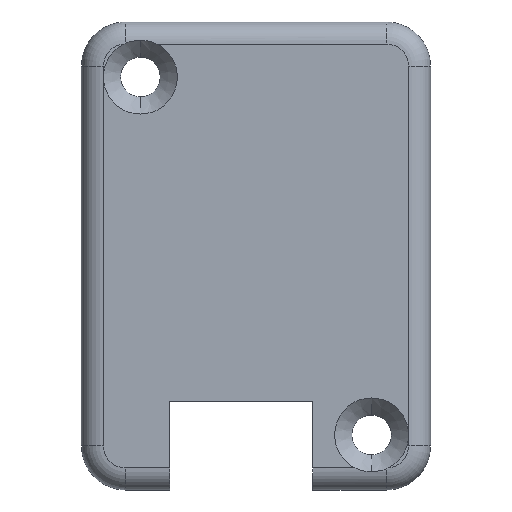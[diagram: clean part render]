
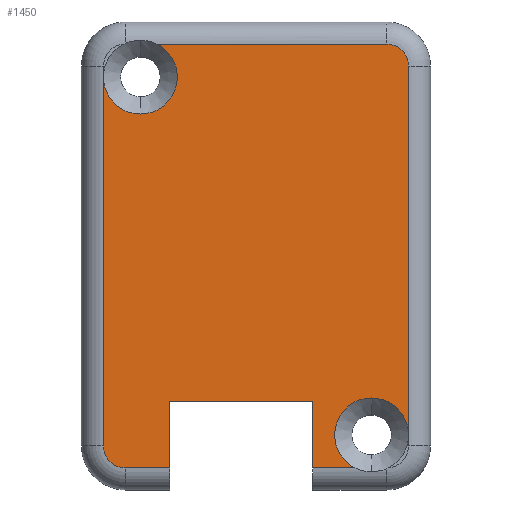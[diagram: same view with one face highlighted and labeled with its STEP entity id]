
A CAD part, front view. The second image highlights one B-rep face of the part: STEP entity #1450.
In plain terms, the highlighted planar face has unit normal (0, -1, 0).
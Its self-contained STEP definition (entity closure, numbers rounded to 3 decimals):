
#12 = VERTEX_POINT ( 'NONE', #1355 ) ;
#14 = EDGE_CURVE ( 'NONE', #661, #1592, #891, .T. ) ;
#16 = VERTEX_POINT ( 'NONE', #52 ) ;
#49 = VECTOR ( 'NONE', #1545, 1000. ) ;
#52 = CARTESIAN_POINT ( 'NONE',  ( 13.85, -7.6, -15.991 ) ) ;
#59 = VERTEX_POINT ( 'NONE', #1520 ) ;
#62 = CARTESIAN_POINT ( 'NONE',  ( -10.5, -7.6, 16.25 ) ) ;
#90 = CARTESIAN_POINT ( 'NONE',  ( -11.85, -7.6, 19.25 ) ) ;
#94 = CARTESIAN_POINT ( 'NONE',  ( 13.85, -7.6, -17.25 ) ) ;
#98 = DIRECTION ( 'NONE',  ( -1., 0., 0. ) ) ;
#103 = EDGE_CURVE ( 'NONE', #620, #162, #529, .T. ) ;
#150 = ORIENTED_EDGE ( 'NONE', *, *, #14, .T. ) ;
#162 = VERTEX_POINT ( 'NONE', #1002 ) ;
#164 = CARTESIAN_POINT ( 'NONE',  ( -13.85, -7.6, -17.25 ) ) ;
#174 = VECTOR ( 'NONE', #1503, 1000. ) ;
#183 = DIRECTION ( 'NONE',  ( 0., -1., 0. ) ) ;
#184 = CARTESIAN_POINT ( 'NONE',  ( -11.85, -7.6, -19.25 ) ) ;
#212 = ORIENTED_EDGE ( 'NONE', *, *, #1442, .F. ) ;
#223 = CARTESIAN_POINT ( 'NONE',  ( -7.85, -7.6, -13.25 ) ) ;
#285 = EDGE_CURVE ( 'NONE', #713, #1326, #1169, .T. ) ;
#297 = ORIENTED_EDGE ( 'NONE', *, *, #1094, .T. ) ;
#319 = VECTOR ( 'NONE', #98, 1000. ) ;
#329 = AXIS2_PLACEMENT_3D ( 'NONE', #1342, #565, #1468 ) ;
#341 = VECTOR ( 'NONE', #1273, 1000. ) ;
#344 = ORIENTED_EDGE ( 'NONE', *, *, #886, .T. ) ;
#349 = CARTESIAN_POINT ( 'NONE',  ( 5.15, -7.6, -19.25 ) ) ;
#351 = CARTESIAN_POINT ( 'NONE',  ( 11.85, -7.6, 19.25 ) ) ;
#355 = AXIS2_PLACEMENT_3D ( 'NONE', #1664, #360, #888 ) ;
#357 = VECTOR ( 'NONE', #809, 1000. ) ;
#360 = DIRECTION ( 'NONE',  ( 0., -1., 0. ) ) ;
#361 = FACE_OUTER_BOUND ( 'NONE', #1039, .T. ) ;
#376 = EDGE_CURVE ( 'NONE', #1607, #12, #993, .T. ) ;
#378 = CARTESIAN_POINT ( 'NONE',  ( -10.5, -7.6, 16.25 ) ) ;
#443 = DIRECTION ( 'NONE',  ( 0., 0., -1. ) ) ;
#444 = EDGE_CURVE ( 'NONE', #1678, #1592, #1152, .T. ) ;
#455 = CARTESIAN_POINT ( 'NONE',  ( 10.5, -7.6, -16.25 ) ) ;
#458 = EDGE_CURVE ( 'NONE', #1607, #1178, #1111, .T. ) ;
#476 = CARTESIAN_POINT ( 'NONE',  ( -10.5, -7.6, 12.89 ) ) ;
#513 = LINE ( 'NONE', #94, #341 ) ;
#529 = LINE ( 'NONE', #90, #319 ) ;
#543 = EDGE_CURVE ( 'NONE', #713, #912, #1131, .T. ) ;
#558 = DIRECTION ( 'NONE',  ( 0., 0., 1. ) ) ;
#560 = PLANE ( 'NONE',  #985 ) ;
#565 = DIRECTION ( 'NONE',  ( 0., -1., 0. ) ) ;
#578 = ORIENTED_EDGE ( 'NONE', *, *, #376, .F. ) ;
#620 = VERTEX_POINT ( 'NONE', #351 ) ;
#627 = CARTESIAN_POINT ( 'NONE',  ( -13.85, -7.6, 15.991 ) ) ;
#637 = CIRCLE ( 'NONE', #355, 2. ) ;
#645 = AXIS2_PLACEMENT_3D ( 'NONE', #455, #828, #1375 ) ;
#661 = VERTEX_POINT ( 'NONE', #1665 ) ;
#662 = CARTESIAN_POINT ( 'NONE',  ( 8.987, -7.6, -19.25 ) ) ;
#677 = CARTESIAN_POINT ( 'NONE',  ( -13.85, -7.6, -17.25 ) ) ;
#702 = CARTESIAN_POINT ( 'NONE',  ( -7.85, -7.6, -13.25 ) ) ;
#713 = VERTEX_POINT ( 'NONE', #627 ) ;
#715 = CARTESIAN_POINT ( 'NONE',  ( 10.5, -7.6, -16.25 ) ) ;
#728 = CARTESIAN_POINT ( 'NONE',  ( -11.85, -7.6, -19.25 ) ) ;
#739 = VECTOR ( 'NONE', #558, 1000. ) ;
#780 = ORIENTED_EDGE ( 'NONE', *, *, #1184, .F. ) ;
#785 = ORIENTED_EDGE ( 'NONE', *, *, #285, .T. ) ;
#809 = DIRECTION ( 'NONE',  ( 0., 0., -1. ) ) ;
#816 = ORIENTED_EDGE ( 'NONE', *, *, #543, .F. ) ;
#828 = DIRECTION ( 'NONE',  ( 0., -1., 0. ) ) ;
#868 = DIRECTION ( 'NONE',  ( 0., 0., -1. ) ) ;
#886 = EDGE_CURVE ( 'NONE', #59, #620, #1527, .T. ) ;
#888 = DIRECTION ( 'NONE',  ( 0., 0., -1. ) ) ;
#891 = LINE ( 'NONE', #728, #174 ) ;
#902 = EDGE_CURVE ( 'NONE', #16, #903, #1262, .T. ) ;
#903 = VERTEX_POINT ( 'NONE', #1599 ) ;
#910 = DIRECTION ( 'NONE',  ( 0., -1., 0. ) ) ;
#912 = VERTEX_POINT ( 'NONE', #476 ) ;
#946 = DIRECTION ( 'NONE',  ( 0., 0., -1. ) ) ;
#985 = AXIS2_PLACEMENT_3D ( 'NONE', #1608, #1351, #443 ) ;
#989 = DIRECTION ( 'NONE',  ( 0., 0., -1. ) ) ;
#993 = LINE ( 'NONE', #1458, #739 ) ;
#1002 = CARTESIAN_POINT ( 'NONE',  ( -8.987, -7.6, 19.25 ) ) ;
#1039 = EDGE_LOOP ( 'NONE', ( #816, #785, #297, #150, #1343, #1655, #578, #1269, #212, #1246, #1207, #344, #1240, #780 ) ) ;
#1049 = CIRCLE ( 'NONE', #645, 3.36 ) ;
#1068 = VECTOR ( 'NONE', #1077, 1000. ) ;
#1075 = EDGE_CURVE ( 'NONE', #16, #59, #513, .T. ) ;
#1077 = DIRECTION ( 'NONE',  ( 1., 0., 0. ) ) ;
#1094 = EDGE_CURVE ( 'NONE', #1326, #661, #637, .T. ) ;
#1103 = EDGE_CURVE ( 'NONE', #12, #1678, #1624, .T. ) ;
#1111 = LINE ( 'NONE', #184, #1068 ) ;
#1131 = CIRCLE ( 'NONE', #1612, 3.36 ) ;
#1143 = AXIS2_PLACEMENT_3D ( 'NONE', #378, #910, #1298 ) ;
#1152 = LINE ( 'NONE', #702, #1434 ) ;
#1169 = LINE ( 'NONE', #677, #357 ) ;
#1178 = VERTEX_POINT ( 'NONE', #662 ) ;
#1184 = EDGE_CURVE ( 'NONE', #912, #162, #1583, .T. ) ;
#1207 = ORIENTED_EDGE ( 'NONE', *, *, #1075, .T. ) ;
#1236 = DIRECTION ( 'NONE',  ( 0., -1., 0. ) ) ;
#1240 = ORIENTED_EDGE ( 'NONE', *, *, #103, .T. ) ;
#1246 = ORIENTED_EDGE ( 'NONE', *, *, #902, .F. ) ;
#1262 = CIRCLE ( 'NONE', #1579, 3.36 ) ;
#1269 = ORIENTED_EDGE ( 'NONE', *, *, #458, .T. ) ;
#1273 = DIRECTION ( 'NONE',  ( 0., 0., 1. ) ) ;
#1298 = DIRECTION ( 'NONE',  ( 0., 0., -1. ) ) ;
#1326 = VERTEX_POINT ( 'NONE', #164 ) ;
#1342 = CARTESIAN_POINT ( 'NONE',  ( 11.85, -7.6, 17.25 ) ) ;
#1343 = ORIENTED_EDGE ( 'NONE', *, *, #444, .F. ) ;
#1351 = DIRECTION ( 'NONE',  ( 0., -1., 0. ) ) ;
#1355 = CARTESIAN_POINT ( 'NONE',  ( 5.15, -7.6, -13.25 ) ) ;
#1375 = DIRECTION ( 'NONE',  ( 0., 0., -1. ) ) ;
#1410 = CARTESIAN_POINT ( 'NONE',  ( 5.15, -7.6, -13.25 ) ) ;
#1434 = VECTOR ( 'NONE', #946, 1000. ) ;
#1442 = EDGE_CURVE ( 'NONE', #903, #1178, #1049, .T. ) ;
#1450 = ADVANCED_FACE ( 'NONE', ( #361 ), #560, .T. ) ;
#1458 = CARTESIAN_POINT ( 'NONE',  ( 5.15, -7.6, -23.25 ) ) ;
#1468 = DIRECTION ( 'NONE',  ( 0., 0., -1. ) ) ;
#1503 = DIRECTION ( 'NONE',  ( 1., 0., 0. ) ) ;
#1520 = CARTESIAN_POINT ( 'NONE',  ( 13.85, -7.6, 17.25 ) ) ;
#1527 = CIRCLE ( 'NONE', #329, 2. ) ;
#1545 = DIRECTION ( 'NONE',  ( -1., 0., 0. ) ) ;
#1579 = AXIS2_PLACEMENT_3D ( 'NONE', #715, #183, #989 ) ;
#1583 = CIRCLE ( 'NONE', #1143, 3.36 ) ;
#1592 = VERTEX_POINT ( 'NONE', #1656 ) ;
#1599 = CARTESIAN_POINT ( 'NONE',  ( 10.5, -7.6, -12.89 ) ) ;
#1607 = VERTEX_POINT ( 'NONE', #349 ) ;
#1608 = CARTESIAN_POINT ( 'NONE',  ( -11.85, -7.6, -17.25 ) ) ;
#1612 = AXIS2_PLACEMENT_3D ( 'NONE', #62, #1236, #868 ) ;
#1624 = LINE ( 'NONE', #1410, #49 ) ;
#1655 = ORIENTED_EDGE ( 'NONE', *, *, #1103, .F. ) ;
#1656 = CARTESIAN_POINT ( 'NONE',  ( -7.85, -7.6, -19.25 ) ) ;
#1664 = CARTESIAN_POINT ( 'NONE',  ( -11.85, -7.6, -17.25 ) ) ;
#1665 = CARTESIAN_POINT ( 'NONE',  ( -11.85, -7.6, -19.25 ) ) ;
#1678 = VERTEX_POINT ( 'NONE', #223 ) ;
